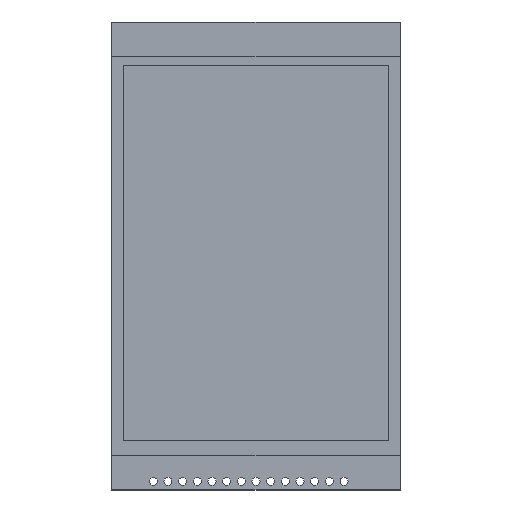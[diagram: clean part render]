
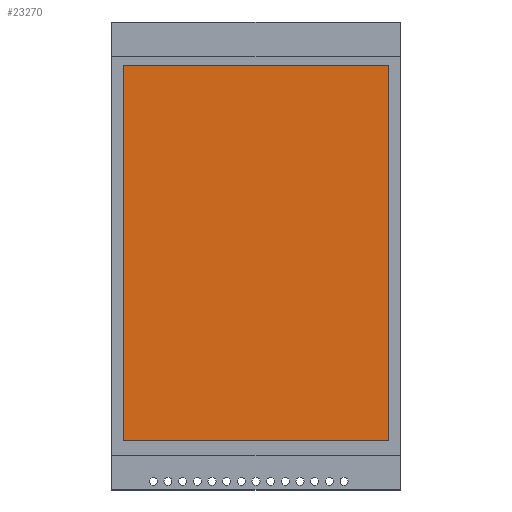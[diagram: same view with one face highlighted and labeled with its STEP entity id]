
A CAD part, top view. The second image highlights one B-rep face of the part: STEP entity #23270.
In plain terms, the highlighted planar face has unit normal (0, 0, 1).
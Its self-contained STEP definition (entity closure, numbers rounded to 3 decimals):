
#22810 = PLANE('',#22811);
#22811 = AXIS2_PLACEMENT_3D('',#22812,#22813,#22814);
#22812 = CARTESIAN_POINT('',(2.,8.5,4.57));
#22813 = DIRECTION('',(1.,0.,0.));
#22814 = DIRECTION('',(0.,0.,1.));
#22838 = PLANE('',#22839);
#22839 = AXIS2_PLACEMENT_3D('',#22840,#22841,#22842);
#22840 = CARTESIAN_POINT('',(2.,73.5,4.57));
#22841 = DIRECTION('',(0.,1.,0.));
#22842 = DIRECTION('',(0.,0.,1.));
#22866 = PLANE('',#22867);
#22867 = AXIS2_PLACEMENT_3D('',#22868,#22869,#22870);
#22868 = CARTESIAN_POINT('',(48.,8.5,4.57));
#22869 = DIRECTION('',(1.,0.,0.));
#22870 = DIRECTION('',(0.,0.,1.));
#22892 = PLANE('',#22893);
#22893 = AXIS2_PLACEMENT_3D('',#22894,#22895,#22896);
#22894 = CARTESIAN_POINT('',(2.,8.5,4.57));
#22895 = DIRECTION('',(0.,1.,0.));
#22896 = DIRECTION('',(0.,0.,1.));
#23074 = VERTEX_POINT('',#23075);
#23075 = CARTESIAN_POINT('',(2.,8.5,4.67));
#23098 = VERTEX_POINT('',#23099);
#23099 = CARTESIAN_POINT('',(2.,73.5,4.67));
#23120 = EDGE_CURVE('',#23074,#23098,#23121,.T.);
#23121 = SURFACE_CURVE('',#23122,(#23126,#23133),.PCURVE_S1.);
#23122 = LINE('',#23123,#23124);
#23123 = CARTESIAN_POINT('',(2.,8.5,4.67));
#23124 = VECTOR('',#23125,1.);
#23125 = DIRECTION('',(0.,1.,0.));
#23126 = PCURVE('',#22810,#23127);
#23127 = DEFINITIONAL_REPRESENTATION('',(#23128),#23132);
#23128 = LINE('',#23129,#23130);
#23129 = CARTESIAN_POINT('',(0.1,0.));
#23130 = VECTOR('',#23131,1.);
#23131 = DIRECTION('',(0.,-1.));
#23132 = ( GEOMETRIC_REPRESENTATION_CONTEXT(2) 
PARAMETRIC_REPRESENTATION_CONTEXT() REPRESENTATION_CONTEXT('2D SPACE',''
  ) );
#23133 = PCURVE('',#23134,#23139);
#23134 = PLANE('',#23135);
#23135 = AXIS2_PLACEMENT_3D('',#23136,#23137,#23138);
#23136 = CARTESIAN_POINT('',(2.,8.5,4.67));
#23137 = DIRECTION('',(0.,0.,1.));
#23138 = DIRECTION('',(1.,0.,0.));
#23139 = DEFINITIONAL_REPRESENTATION('',(#23140),#23144);
#23140 = LINE('',#23141,#23142);
#23141 = CARTESIAN_POINT('',(0.,0.));
#23142 = VECTOR('',#23143,1.);
#23143 = DIRECTION('',(0.,1.));
#23144 = ( GEOMETRIC_REPRESENTATION_CONTEXT(2) 
PARAMETRIC_REPRESENTATION_CONTEXT() REPRESENTATION_CONTEXT('2D SPACE',''
  ) );
#23151 = EDGE_CURVE('',#23074,#23152,#23154,.T.);
#23152 = VERTEX_POINT('',#23153);
#23153 = CARTESIAN_POINT('',(48.,8.5,4.67));
#23154 = SURFACE_CURVE('',#23155,(#23159,#23166),.PCURVE_S1.);
#23155 = LINE('',#23156,#23157);
#23156 = CARTESIAN_POINT('',(2.,8.5,4.67));
#23157 = VECTOR('',#23158,1.);
#23158 = DIRECTION('',(1.,0.,0.));
#23159 = PCURVE('',#22892,#23160);
#23160 = DEFINITIONAL_REPRESENTATION('',(#23161),#23165);
#23161 = LINE('',#23162,#23163);
#23162 = CARTESIAN_POINT('',(0.1,0.));
#23163 = VECTOR('',#23164,1.);
#23164 = DIRECTION('',(0.,1.));
#23165 = ( GEOMETRIC_REPRESENTATION_CONTEXT(2) 
PARAMETRIC_REPRESENTATION_CONTEXT() REPRESENTATION_CONTEXT('2D SPACE',''
  ) );
#23166 = PCURVE('',#23134,#23167);
#23167 = DEFINITIONAL_REPRESENTATION('',(#23168),#23172);
#23168 = LINE('',#23169,#23170);
#23169 = CARTESIAN_POINT('',(0.,0.));
#23170 = VECTOR('',#23171,1.);
#23171 = DIRECTION('',(1.,0.));
#23172 = ( GEOMETRIC_REPRESENTATION_CONTEXT(2) 
PARAMETRIC_REPRESENTATION_CONTEXT() REPRESENTATION_CONTEXT('2D SPACE',''
  ) );
#23201 = VERTEX_POINT('',#23202);
#23202 = CARTESIAN_POINT('',(48.,73.5,4.67));
#23223 = EDGE_CURVE('',#23152,#23201,#23224,.T.);
#23224 = SURFACE_CURVE('',#23225,(#23229,#23236),.PCURVE_S1.);
#23225 = LINE('',#23226,#23227);
#23226 = CARTESIAN_POINT('',(48.,8.5,4.67));
#23227 = VECTOR('',#23228,1.);
#23228 = DIRECTION('',(0.,1.,0.));
#23229 = PCURVE('',#22866,#23230);
#23230 = DEFINITIONAL_REPRESENTATION('',(#23231),#23235);
#23231 = LINE('',#23232,#23233);
#23232 = CARTESIAN_POINT('',(0.1,0.));
#23233 = VECTOR('',#23234,1.);
#23234 = DIRECTION('',(0.,-1.));
#23235 = ( GEOMETRIC_REPRESENTATION_CONTEXT(2) 
PARAMETRIC_REPRESENTATION_CONTEXT() REPRESENTATION_CONTEXT('2D SPACE',''
  ) );
#23236 = PCURVE('',#23134,#23237);
#23237 = DEFINITIONAL_REPRESENTATION('',(#23238),#23242);
#23238 = LINE('',#23239,#23240);
#23239 = CARTESIAN_POINT('',(46.,0.));
#23240 = VECTOR('',#23241,1.);
#23241 = DIRECTION('',(0.,1.));
#23242 = ( GEOMETRIC_REPRESENTATION_CONTEXT(2) 
PARAMETRIC_REPRESENTATION_CONTEXT() REPRESENTATION_CONTEXT('2D SPACE',''
  ) );
#23249 = EDGE_CURVE('',#23098,#23201,#23250,.T.);
#23250 = SURFACE_CURVE('',#23251,(#23255,#23262),.PCURVE_S1.);
#23251 = LINE('',#23252,#23253);
#23252 = CARTESIAN_POINT('',(2.,73.5,4.67));
#23253 = VECTOR('',#23254,1.);
#23254 = DIRECTION('',(1.,0.,0.));
#23255 = PCURVE('',#22838,#23256);
#23256 = DEFINITIONAL_REPRESENTATION('',(#23257),#23261);
#23257 = LINE('',#23258,#23259);
#23258 = CARTESIAN_POINT('',(0.1,0.));
#23259 = VECTOR('',#23260,1.);
#23260 = DIRECTION('',(0.,1.));
#23261 = ( GEOMETRIC_REPRESENTATION_CONTEXT(2) 
PARAMETRIC_REPRESENTATION_CONTEXT() REPRESENTATION_CONTEXT('2D SPACE',''
  ) );
#23262 = PCURVE('',#23134,#23263);
#23263 = DEFINITIONAL_REPRESENTATION('',(#23264),#23268);
#23264 = LINE('',#23265,#23266);
#23265 = CARTESIAN_POINT('',(0.,65.));
#23266 = VECTOR('',#23267,1.);
#23267 = DIRECTION('',(1.,0.));
#23268 = ( GEOMETRIC_REPRESENTATION_CONTEXT(2) 
PARAMETRIC_REPRESENTATION_CONTEXT() REPRESENTATION_CONTEXT('2D SPACE',''
  ) );
#23270 = ADVANCED_FACE('',(#23271),#23134,.T.);
#23271 = FACE_BOUND('',#23272,.T.);
#23272 = EDGE_LOOP('',(#23273,#23274,#23275,#23276));
#23273 = ORIENTED_EDGE('',*,*,#23120,.F.);
#23274 = ORIENTED_EDGE('',*,*,#23151,.T.);
#23275 = ORIENTED_EDGE('',*,*,#23223,.T.);
#23276 = ORIENTED_EDGE('',*,*,#23249,.F.);
